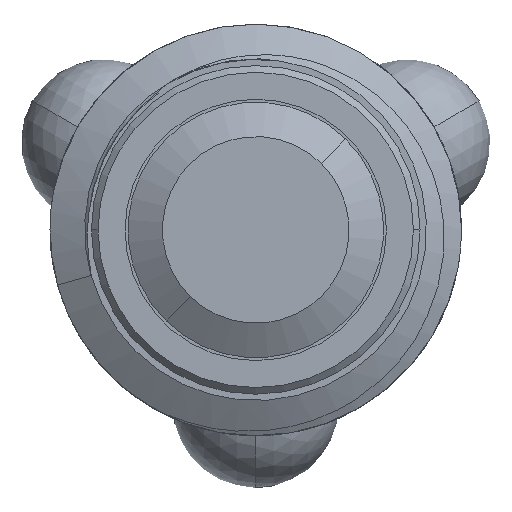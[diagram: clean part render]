
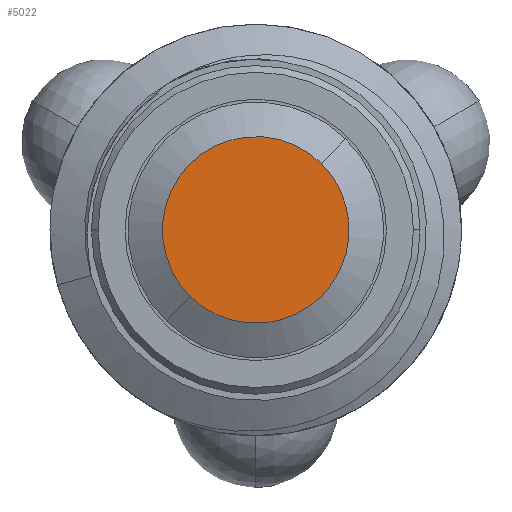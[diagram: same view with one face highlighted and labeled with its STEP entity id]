
A CAD part, front view. The second image highlights one B-rep face of the part: STEP entity #5022.
In plain terms, the highlighted face is planar.
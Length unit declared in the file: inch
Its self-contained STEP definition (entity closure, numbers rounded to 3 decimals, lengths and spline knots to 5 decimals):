
#42 = CIRCLE ( 'NONE', #5410, 0.14054 ) ;
#166 = CARTESIAN_POINT ( 'NONE',  ( 0., 0., 0.34375 ) ) ;
#192 = PLANE ( 'NONE',  #5461 ) ;
#251 = DIRECTION ( 'NONE',  ( 0., 0., 1. ) ) ;
#462 = CIRCLE ( 'NONE', #5748, 0.14054 ) ;
#1204 = VERTEX_POINT ( 'NONE', #4377 ) ;
#1356 = ORIENTED_EDGE ( 'NONE', *, *, #3504, .T. ) ;
#1424 = CARTESIAN_POINT ( 'NONE',  ( 0.14054, 0., 0.34375 ) ) ;
#1649 = DIRECTION ( 'NONE',  ( 0., 0., 1. ) ) ;
#1676 = CARTESIAN_POINT ( 'NONE',  ( 0., 0., 0.34375 ) ) ;
#2802 = VERTEX_POINT ( 'NONE', #1424 ) ;
#2900 = DIRECTION ( 'NONE',  ( 1., 0., 0. ) ) ;
#2906 = ORIENTED_EDGE ( 'NONE', *, *, #5689, .T. ) ;
#3168 = DIRECTION ( 'NONE',  ( 1., 0., 0. ) ) ;
#3504 = EDGE_CURVE ( 'NONE', #2802, #1204, #42, .T. ) ;
#3873 = CARTESIAN_POINT ( 'NONE',  ( 0., 0., 0.34375 ) ) ;
#4195 = FACE_OUTER_BOUND ( 'NONE', #5399, .T. ) ;
#4377 = CARTESIAN_POINT ( 'NONE',  ( -0.14054, 0., 0.34375 ) ) ;
#4489 = DIRECTION ( 'NONE',  ( 0., 0., 1. ) ) ;
#4859 = DIRECTION ( 'NONE',  ( 1., 0., 0. ) ) ;
#5022 = ADVANCED_FACE ( 'NONE', ( #4195 ), #192, .T. ) ;
#5399 = EDGE_LOOP ( 'NONE', ( #2906, #1356 ) ) ;
#5410 = AXIS2_PLACEMENT_3D ( 'NONE', #3873, #4489, #3168 ) ;
#5461 = AXIS2_PLACEMENT_3D ( 'NONE', #166, #251, #2900 ) ;
#5689 = EDGE_CURVE ( 'NONE', #1204, #2802, #462, .T. ) ;
#5748 = AXIS2_PLACEMENT_3D ( 'NONE', #1676, #1649, #4859 ) ;
